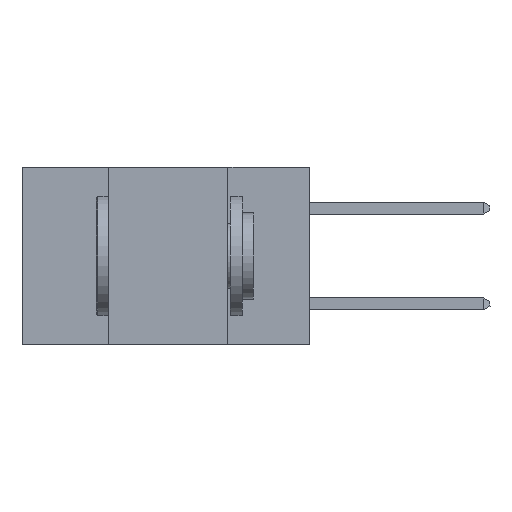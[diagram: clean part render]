
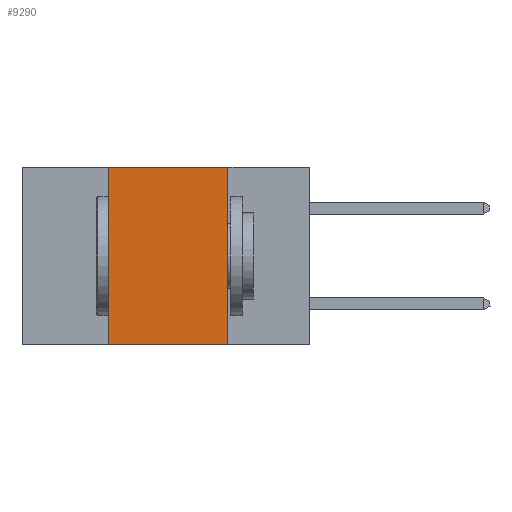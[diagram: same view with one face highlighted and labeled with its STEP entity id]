
A CAD part, left-side view. The second image highlights one B-rep face of the part: STEP entity #9290.
In plain terms, the highlighted planar face has unit normal (-1, 0, 0).
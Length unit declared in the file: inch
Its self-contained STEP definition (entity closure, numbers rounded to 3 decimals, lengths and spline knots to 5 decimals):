
#449 = AXIS2_PLACEMENT_3D ( 'NONE', #2527, #10069, #869 ) ;
#864 = VERTEX_POINT ( 'NONE', #21699 ) ;
#869 = DIRECTION ( 'NONE',  ( 0., 0., -1. ) ) ;
#987 = VECTOR ( 'NONE', #5802, 39.37008 ) ;
#1327 = VERTEX_POINT ( 'NONE', #14754 ) ;
#2527 = CARTESIAN_POINT ( 'NONE',  ( 0., 0.6, 0. ) ) ;
#2944 = CARTESIAN_POINT ( 'NONE',  ( 0., 0.6, 0. ) ) ;
#3366 = EDGE_CURVE ( 'NONE', #23089, #864, #24518, .T. ) ;
#3521 = ORIENTED_EDGE ( 'NONE', *, *, #3916, .T. ) ;
#3916 = EDGE_CURVE ( 'NONE', #22317, #864, #15021, .T. ) ;
#5493 = CARTESIAN_POINT ( 'NONE',  ( 0., 0.42, -0.37 ) ) ;
#5802 = DIRECTION ( 'NONE',  ( 0., 0., -1. ) ) ;
#6626 = ORIENTED_EDGE ( 'NONE', *, *, #3366, .F. ) ;
#7035 = EDGE_CURVE ( 'NONE', #1327, #23089, #16032, .T. ) ;
#7779 = CARTESIAN_POINT ( 'NONE',  ( 0., 0.17, 0. ) ) ;
#8066 = VECTOR ( 'NONE', #11487, 39.37008 ) ;
#8629 = CARTESIAN_POINT ( 'NONE',  ( 0., 0.42, 0. ) ) ;
#9252 = CARTESIAN_POINT ( 'NONE',  ( 0., 0.6, -0.37 ) ) ;
#9290 = ADVANCED_FACE ( 'NONE', ( #15037 ), #17655, .F. ) ;
#10069 = DIRECTION ( 'NONE',  ( 1., 0., 0. ) ) ;
#11487 = DIRECTION ( 'NONE',  ( 0., -1., 0. ) ) ;
#12791 = VECTOR ( 'NONE', #16330, 39.37008 ) ;
#14227 = VECTOR ( 'NONE', #14574, 39.37008 ) ;
#14574 = DIRECTION ( 'NONE',  ( 0., -1., 0. ) ) ;
#14754 = CARTESIAN_POINT ( 'NONE',  ( 0., 0.42, 0. ) ) ;
#15021 = LINE ( 'NONE', #9252, #8066 ) ;
#15037 = FACE_OUTER_BOUND ( 'NONE', #16706, .T. ) ;
#16032 = LINE ( 'NONE', #2944, #14227 ) ;
#16330 = DIRECTION ( 'NONE',  ( 0., 0., 1. ) ) ;
#16706 = EDGE_LOOP ( 'NONE', ( #6626, #21040, #18308, #3521 ) ) ;
#17655 = PLANE ( 'NONE',  #449 ) ;
#18308 = ORIENTED_EDGE ( 'NONE', *, *, #20232, .F. ) ;
#19722 = CARTESIAN_POINT ( 'NONE',  ( 0., 0.17, 0. ) ) ;
#20232 = EDGE_CURVE ( 'NONE', #22317, #1327, #20240, .T. ) ;
#20240 = LINE ( 'NONE', #8629, #12791 ) ;
#21040 = ORIENTED_EDGE ( 'NONE', *, *, #7035, .F. ) ;
#21699 = CARTESIAN_POINT ( 'NONE',  ( 0., 0.17, -0.37 ) ) ;
#22317 = VERTEX_POINT ( 'NONE', #5493 ) ;
#23089 = VERTEX_POINT ( 'NONE', #19722 ) ;
#24518 = LINE ( 'NONE', #7779, #987 ) ;
